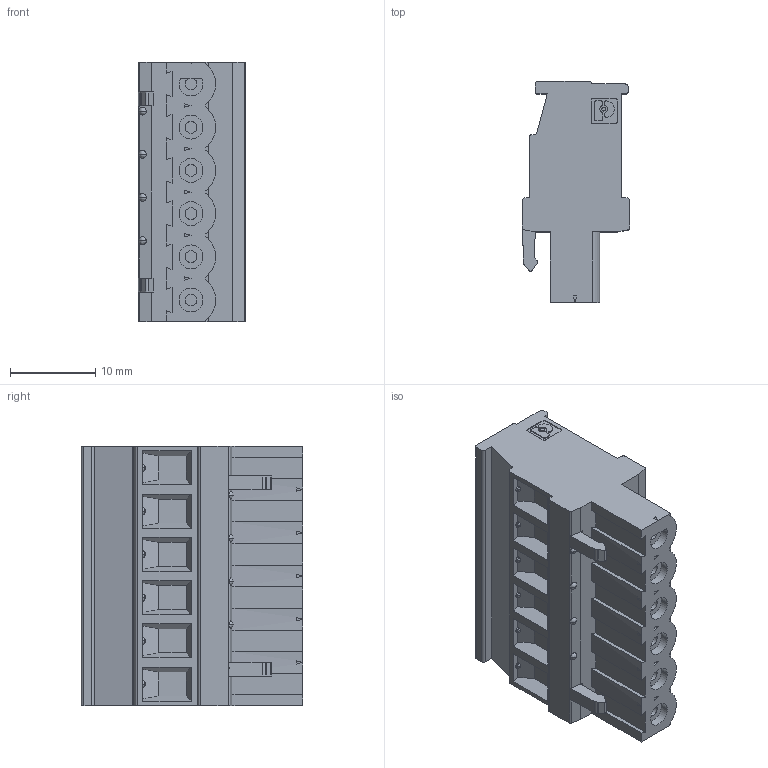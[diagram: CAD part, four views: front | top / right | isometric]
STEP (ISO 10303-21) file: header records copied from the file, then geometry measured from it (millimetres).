
FILE_DESCRIPTION(('Unknown'),'2;1');
FILE_NAME('','Unknown',('Unknown'),('Unknown'),'','Unknown','');
FILE_SCHEMA(('CONFIG_CONTROL_DESIGN'));
Length unit declared in the file: millimetre
Bounding box: 12.6 x 26 x 30.48 mm (x, y, z)
Surface area: 3623.8 mm2 (no closed solid volume)
Topology: 0 solids, 2 shells, 350 faces, 1078 edges, 716 vertices
Faces by surface type: plane 211, cylinder 100, revolution 34, bspline 5
Entity records: 14999 total; most frequent: CARTESIAN_POINT 5284, DIRECTION 1991, ORIENTED_EDGE 1916, EDGE_CURVE 1078, VERTEX_POINT 716, AXIS2_PLACEMENT_3D 673, LINE 611, VECTOR 611
